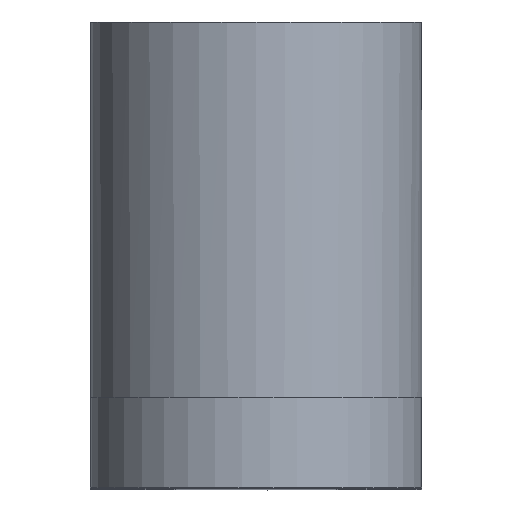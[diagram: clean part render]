
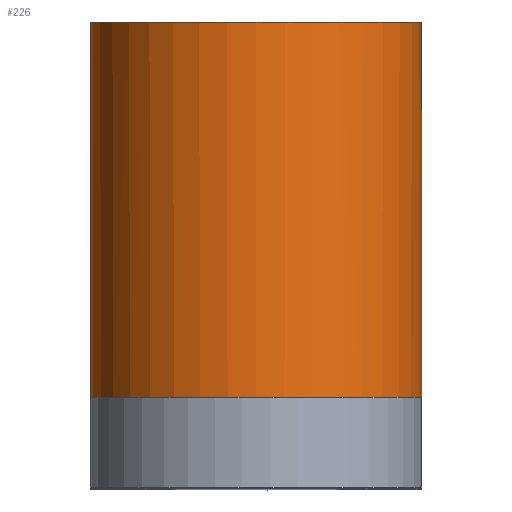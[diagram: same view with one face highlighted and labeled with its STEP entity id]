
A CAD part, top view. The second image highlights one B-rep face of the part: STEP entity #226.
In plain terms, the highlighted cylindrical face has radius 5.5 mm (diameter 11 mm), a full revolution.
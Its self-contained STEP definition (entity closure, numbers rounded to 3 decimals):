
#31=CIRCLE('',#261,5.5);
#34=CIRCLE('',#266,5.5);
#35=CIRCLE('',#267,5.5);
#36=CIRCLE('',#268,5.5);
#43=CYLINDRICAL_SURFACE('',#265,5.5);
#53=FACE_OUTER_BOUND('',#67,.T.);
#67=EDGE_LOOP('',(#192,#193,#194,#195,#196,#197,#198,#199));
#83=LINE('',#376,#97);
#84=LINE('',#382,#98);
#87=LINE('',#401,#101);
#97=VECTOR('',#304,10.);
#98=VECTOR('',#309,10.);
#101=VECTOR('',#334,5.5);
#111=VERTEX_POINT('',#370);
#113=VERTEX_POINT('',#374);
#114=VERTEX_POINT('',#378);
#116=VERTEX_POINT('',#381);
#120=VERTEX_POINT('',#398);
#121=VERTEX_POINT('',#400);
#137=EDGE_CURVE('',#111,#113,#83,.T.);
#139=EDGE_CURVE('',#114,#116,#84,.T.);
#144=EDGE_CURVE('',#113,#116,#31,.T.);
#148=EDGE_CURVE('',#120,#120,#34,.T.);
#149=EDGE_CURVE('',#120,#121,#87,.T.);
#150=EDGE_CURVE('',#121,#111,#35,.T.);
#151=EDGE_CURVE('',#114,#121,#36,.T.);
#192=ORIENTED_EDGE('',*,*,#148,.F.);
#193=ORIENTED_EDGE('',*,*,#149,.T.);
#194=ORIENTED_EDGE('',*,*,#150,.T.);
#195=ORIENTED_EDGE('',*,*,#137,.T.);
#196=ORIENTED_EDGE('',*,*,#144,.T.);
#197=ORIENTED_EDGE('',*,*,#139,.F.);
#198=ORIENTED_EDGE('',*,*,#151,.T.);
#199=ORIENTED_EDGE('',*,*,#149,.F.);
#226=ADVANCED_FACE('',(#53),#43,.T.);
#261=AXIS2_PLACEMENT_3D('',#390,#321,#322);
#265=AXIS2_PLACEMENT_3D('',#397,#330,#331);
#266=AXIS2_PLACEMENT_3D('',#399,#332,#333);
#267=AXIS2_PLACEMENT_3D('',#402,#335,#336);
#268=AXIS2_PLACEMENT_3D('',#403,#337,#338);
#304=DIRECTION('',(0.,1.,0.));
#309=DIRECTION('',(0.,1.,0.));
#321=DIRECTION('center_axis',(0.,1.,0.));
#322=DIRECTION('ref_axis',(-1.,0.,0.));
#330=DIRECTION('center_axis',(0.,1.,0.));
#331=DIRECTION('ref_axis',(-1.,0.,0.));
#332=DIRECTION('center_axis',(0.,1.,0.));
#333=DIRECTION('ref_axis',(-1.,0.,0.));
#334=DIRECTION('',(0.,-1.,0.));
#335=DIRECTION('center_axis',(0.,1.,0.));
#336=DIRECTION('ref_axis',(-1.,0.,0.));
#337=DIRECTION('center_axis',(0.,1.,0.));
#338=DIRECTION('ref_axis',(-1.,0.,0.));
#370=CARTESIAN_POINT('',(-5.141,0.,-14.37));
#374=CARTESIAN_POINT('',(-5.141,3.,-14.37));
#376=CARTESIAN_POINT('',(-5.141,0.,-14.37));
#378=CARTESIAN_POINT('',(5.141,0.,-14.37));
#381=CARTESIAN_POINT('',(5.141,3.,-14.37));
#382=CARTESIAN_POINT('',(5.141,0.,-14.37));
#390=CARTESIAN_POINT('Origin',(0.,3.,-16.325));
#397=CARTESIAN_POINT('Origin',(0.,0.,-16.325));
#398=CARTESIAN_POINT('',(5.5,15.5,-16.325));
#399=CARTESIAN_POINT('Origin',(0.,15.5,-16.325));
#400=CARTESIAN_POINT('',(5.5,0.,-16.325));
#401=CARTESIAN_POINT('',(5.5,0.,-16.325));
#402=CARTESIAN_POINT('Origin',(0.,0.,-16.325));
#403=CARTESIAN_POINT('Origin',(0.,0.,-16.325));
